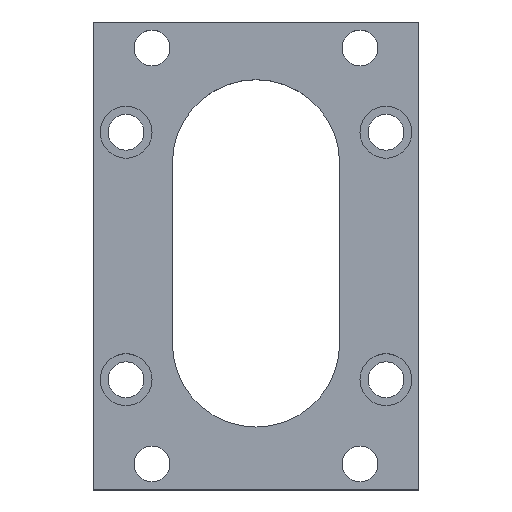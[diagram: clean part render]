
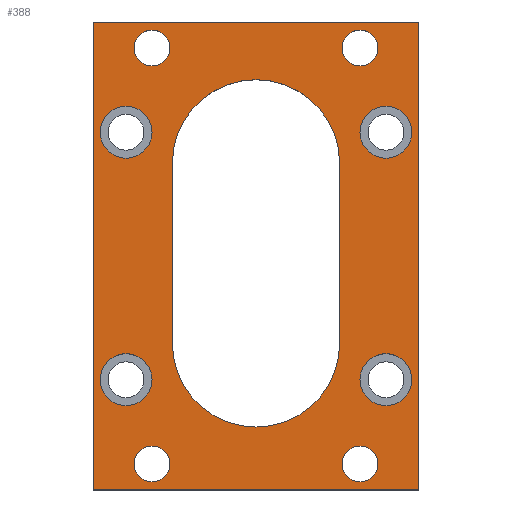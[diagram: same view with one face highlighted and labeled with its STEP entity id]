
A CAD part, top view. The second image highlights one B-rep face of the part: STEP entity #388.
In plain terms, the highlighted planar face has unit normal (0, 0, 1).
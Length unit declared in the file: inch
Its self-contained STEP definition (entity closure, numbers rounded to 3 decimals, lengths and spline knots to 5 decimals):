
#388 = ADVANCED_FACE( '', ( #416, #417, #418, #419, #420, #421, #422, #423, #424, #425 ), #426, .T. );
#416 = FACE_BOUND( '', #503, .T. );
#417 = FACE_BOUND( '', #504, .T. );
#418 = FACE_BOUND( '', #505, .T. );
#419 = FACE_BOUND( '', #506, .T. );
#420 = FACE_BOUND( '', #507, .T. );
#421 = FACE_BOUND( '', #508, .T. );
#422 = FACE_BOUND( '', #509, .T. );
#423 = FACE_BOUND( '', #510, .T. );
#424 = FACE_BOUND( '', #511, .T. );
#425 = FACE_OUTER_BOUND( '', #512, .T. );
#426 = PLANE( '', #513 );
#503 = EDGE_LOOP( '', ( #589 ) );
#504 = EDGE_LOOP( '', ( #590 ) );
#505 = EDGE_LOOP( '', ( #591 ) );
#506 = EDGE_LOOP( '', ( #592 ) );
#507 = EDGE_LOOP( '', ( #593 ) );
#508 = EDGE_LOOP( '', ( #594 ) );
#509 = EDGE_LOOP( '', ( #595, #596, #597, #598 ) );
#510 = EDGE_LOOP( '', ( #599 ) );
#511 = EDGE_LOOP( '', ( #600 ) );
#512 = EDGE_LOOP( '', ( #601, #602, #603, #604 ) );
#513 = AXIS2_PLACEMENT_3D( '', #605, #606, #607 );
#589 = ORIENTED_EDGE( '', *, *, #763, .T. );
#590 = ORIENTED_EDGE( '', *, *, #764, .T. );
#591 = ORIENTED_EDGE( '', *, *, #765, .T. );
#592 = ORIENTED_EDGE( '', *, *, #766, .T. );
#593 = ORIENTED_EDGE( '', *, *, #767, .F. );
#594 = ORIENTED_EDGE( '', *, *, #768, .F. );
#595 = ORIENTED_EDGE( '', *, *, #769, .F. );
#596 = ORIENTED_EDGE( '', *, *, #770, .F. );
#597 = ORIENTED_EDGE( '', *, *, #771, .F. );
#598 = ORIENTED_EDGE( '', *, *, #772, .F. );
#599 = ORIENTED_EDGE( '', *, *, #773, .F. );
#600 = ORIENTED_EDGE( '', *, *, #774, .F. );
#601 = ORIENTED_EDGE( '', *, *, #775, .T. );
#602 = ORIENTED_EDGE( '', *, *, #776, .T. );
#603 = ORIENTED_EDGE( '', *, *, #777, .T. );
#604 = ORIENTED_EDGE( '', *, *, #778, .T. );
#605 = CARTESIAN_POINT( '', ( 0., 0., 0.5 ) );
#606 = DIRECTION( '', ( 0., 0., 1. ) );
#607 = DIRECTION( '', ( 1., 0., 0. ) );
#763 = EDGE_CURVE( '', #811, #811, #812, .T. );
#764 = EDGE_CURVE( '', #813, #813, #814, .T. );
#765 = EDGE_CURVE( '', #815, #815, #816, .T. );
#766 = EDGE_CURVE( '', #817, #817, #818, .T. );
#767 = EDGE_CURVE( '', #819, #819, #820, .T. );
#768 = EDGE_CURVE( '', #821, #821, #822, .T. );
#769 = EDGE_CURVE( '', #823, #824, #825, .T. );
#770 = EDGE_CURVE( '', #826, #823, #827, .T. );
#771 = EDGE_CURVE( '', #828, #826, #829, .T. );
#772 = EDGE_CURVE( '', #824, #828, #830, .T. );
#773 = EDGE_CURVE( '', #831, #831, #832, .T. );
#774 = EDGE_CURVE( '', #833, #833, #834, .T. );
#775 = EDGE_CURVE( '', #835, #836, #837, .T. );
#776 = EDGE_CURVE( '', #836, #838, #839, .T. );
#777 = EDGE_CURVE( '', #838, #840, #841, .T. );
#778 = EDGE_CURVE( '', #840, #835, #842, .T. );
#811 = VERTEX_POINT( '', #899 );
#812 = CIRCLE( '', #900, 0.25 );
#813 = VERTEX_POINT( '', #901 );
#814 = CIRCLE( '', #902, 0.25 );
#815 = VERTEX_POINT( '', #903 );
#816 = CIRCLE( '', #904, 0.25 );
#817 = VERTEX_POINT( '', #905 );
#818 = CIRCLE( '', #906, 0.25 );
#819 = VERTEX_POINT( '', #907 );
#820 = CIRCLE( '', #908, 0.172 );
#821 = VERTEX_POINT( '', #909 );
#822 = CIRCLE( '', #910, 0.172 );
#823 = VERTEX_POINT( '', #911 );
#824 = VERTEX_POINT( '', #912 );
#825 = CIRCLE( '', #913, 0.805 );
#826 = VERTEX_POINT( '', #914 );
#827 = LINE( '', #915, #916 );
#828 = VERTEX_POINT( '', #917 );
#829 = CIRCLE( '', #918, 0.805 );
#830 = LINE( '', #919, #920 );
#831 = VERTEX_POINT( '', #921 );
#832 = CIRCLE( '', #922, 0.172 );
#833 = VERTEX_POINT( '', #923 );
#834 = CIRCLE( '', #924, 0.172 );
#835 = VERTEX_POINT( '', #925 );
#836 = VERTEX_POINT( '', #926 );
#837 = LINE( '', #927, #928 );
#838 = VERTEX_POINT( '', #929 );
#839 = LINE( '', #930, #931 );
#840 = VERTEX_POINT( '', #932 );
#841 = LINE( '', #933, #934 );
#842 = LINE( '', #935, #936 );
#899 = CARTESIAN_POINT( '', ( 2.565, 3.44, 0.5 ) );
#900 = AXIS2_PLACEMENT_3D( '', #1007, #1008, #1009 );
#901 = CARTESIAN_POINT( '', ( 0.065, 1.06, 0.5 ) );
#902 = AXIS2_PLACEMENT_3D( '', #1010, #1011, #1012 );
#903 = CARTESIAN_POINT( '', ( 2.565, 1.06, 0.5 ) );
#904 = AXIS2_PLACEMENT_3D( '', #1013, #1014, #1015 );
#905 = CARTESIAN_POINT( '', ( 0.065, 3.44, 0.5 ) );
#906 = AXIS2_PLACEMENT_3D( '', #1016, #1017, #1018 );
#907 = CARTESIAN_POINT( '', ( 0.737, 4.25, 0.5 ) );
#908 = AXIS2_PLACEMENT_3D( '', #1019, #1020, #1021 );
#909 = CARTESIAN_POINT( '', ( 0.737, 0.25, 0.5 ) );
#910 = AXIS2_PLACEMENT_3D( '', #1022, #1023, #1024 );
#911 = CARTESIAN_POINT( '', ( 2.37, 3.14, 0.5 ) );
#912 = CARTESIAN_POINT( '', ( 0.76, 3.14, 0.5 ) );
#913 = AXIS2_PLACEMENT_3D( '', #1025, #1026, #1027 );
#914 = CARTESIAN_POINT( '', ( 2.37, 1.41, 0.5 ) );
#915 = CARTESIAN_POINT( '', ( 2.37, 1.41, 0.5 ) );
#916 = VECTOR( '', #1028, 39.37008 );
#917 = CARTESIAN_POINT( '', ( 0.76, 1.41, 0.5 ) );
#918 = AXIS2_PLACEMENT_3D( '', #1029, #1030, #1031 );
#919 = CARTESIAN_POINT( '', ( 0.76, 3.14, 0.5 ) );
#920 = VECTOR( '', #1032, 39.37008 );
#921 = CARTESIAN_POINT( '', ( 2.737, 4.25, 0.5 ) );
#922 = AXIS2_PLACEMENT_3D( '', #1033, #1034, #1035 );
#923 = CARTESIAN_POINT( '', ( 2.737, 0.25, 0.5 ) );
#924 = AXIS2_PLACEMENT_3D( '', #1036, #1037, #1038 );
#925 = CARTESIAN_POINT( '', ( 3.13, 4.5, 0.5 ) );
#926 = CARTESIAN_POINT( '', ( 0., 4.5, 0.5 ) );
#927 = CARTESIAN_POINT( '', ( 3.13, 4.5, 0.5 ) );
#928 = VECTOR( '', #1039, 39.37008 );
#929 = CARTESIAN_POINT( '', ( 0., 0., 0.5 ) );
#930 = CARTESIAN_POINT( '', ( 0., 4.5, 0.5 ) );
#931 = VECTOR( '', #1040, 39.37008 );
#932 = CARTESIAN_POINT( '', ( 3.13, 0., 0.5 ) );
#933 = CARTESIAN_POINT( '', ( 0., 0., 0.5 ) );
#934 = VECTOR( '', #1041, 39.37008 );
#935 = CARTESIAN_POINT( '', ( 3.13, 0., 0.5 ) );
#936 = VECTOR( '', #1042, 39.37008 );
#1007 = CARTESIAN_POINT( '', ( 2.815, 3.44, 0.5 ) );
#1008 = DIRECTION( '', ( 0., 0., -1. ) );
#1009 = DIRECTION( '', ( -1., 0., 0. ) );
#1010 = CARTESIAN_POINT( '', ( 0.315, 1.06, 0.5 ) );
#1011 = DIRECTION( '', ( 0., 0., -1. ) );
#1012 = DIRECTION( '', ( -1., 0., 0. ) );
#1013 = CARTESIAN_POINT( '', ( 2.815, 1.06, 0.5 ) );
#1014 = DIRECTION( '', ( 0., 0., -1. ) );
#1015 = DIRECTION( '', ( -1., 0., 0. ) );
#1016 = CARTESIAN_POINT( '', ( 0.315, 3.44, 0.5 ) );
#1017 = DIRECTION( '', ( 0., 0., -1. ) );
#1018 = DIRECTION( '', ( -1., 0., 0. ) );
#1019 = CARTESIAN_POINT( '', ( 0.565, 4.25, 0.5 ) );
#1020 = DIRECTION( '', ( 0., 0., 1. ) );
#1021 = DIRECTION( '', ( 1., 0., 0. ) );
#1022 = CARTESIAN_POINT( '', ( 0.565, 0.25, 0.5 ) );
#1023 = DIRECTION( '', ( 0., 0., 1. ) );
#1024 = DIRECTION( '', ( 1., 0., 0. ) );
#1025 = CARTESIAN_POINT( '', ( 1.565, 3.14, 0.5 ) );
#1026 = DIRECTION( '', ( 0., 0., 1. ) );
#1027 = DIRECTION( '', ( 1., 0., 0. ) );
#1028 = DIRECTION( '', ( 0., 1., 0. ) );
#1029 = CARTESIAN_POINT( '', ( 1.565, 1.41, 0.5 ) );
#1030 = DIRECTION( '', ( 0., 0., 1. ) );
#1031 = DIRECTION( '', ( 1., 0., 0. ) );
#1032 = DIRECTION( '', ( 0., -1., 0. ) );
#1033 = CARTESIAN_POINT( '', ( 2.565, 4.25, 0.5 ) );
#1034 = DIRECTION( '', ( 0., 0., 1. ) );
#1035 = DIRECTION( '', ( 1., 0., 0. ) );
#1036 = CARTESIAN_POINT( '', ( 2.565, 0.25, 0.5 ) );
#1037 = DIRECTION( '', ( 0., 0., 1. ) );
#1038 = DIRECTION( '', ( 1., 0., 0. ) );
#1039 = DIRECTION( '', ( -1., 0., 0. ) );
#1040 = DIRECTION( '', ( 0., -1., 0. ) );
#1041 = DIRECTION( '', ( 1., 0., 0. ) );
#1042 = DIRECTION( '', ( 0., 1., 0. ) );
